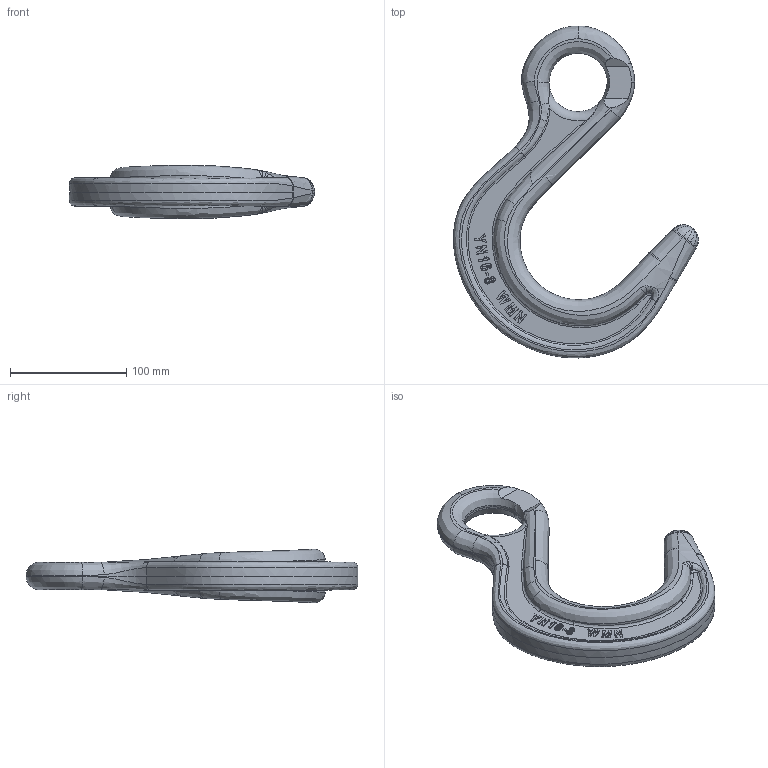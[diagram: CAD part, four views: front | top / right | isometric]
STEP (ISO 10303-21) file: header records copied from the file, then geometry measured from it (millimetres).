
FILE_DESCRIPTION(('CATIA V5 STEP Exchange'),'2;1');
FILE_NAME('X-047-16.stp','2019-08-16T01:43:59+00:00',('none'),('none'),'CATIA Version 5 Release 21 GA (IN-10)','CATIA V5 STEP AP203','none');
FILE_SCHEMA(('CONFIG_CONTROL_DESIGN'));
Products named in the file (1): X-047-16
Bounding box: 210.41 x 285 x 45.93 mm (x, y, z)
Volume: 560457.3 mm3; surface area: 73979.2 mm2
Topology: 1 solids, 1 shells, 2670 faces, 6488 edges, 3833 vertices
Faces by surface type: bspline 1006, cylinder 775, sphere 530, torus 183, plane 176
Entity records: 134219 total; most frequent: CARTESIAN_POINT 83506, ORIENTED_EDGE 12942, EDGE_CURVE 6471, DIRECTION 6047, VERTEX_POINT 3833, B_SPLINE_CURVE_WITH_KNOTS 3597, AXIS2_PLACEMENT_3D 3207, EDGE_LOOP 2702
